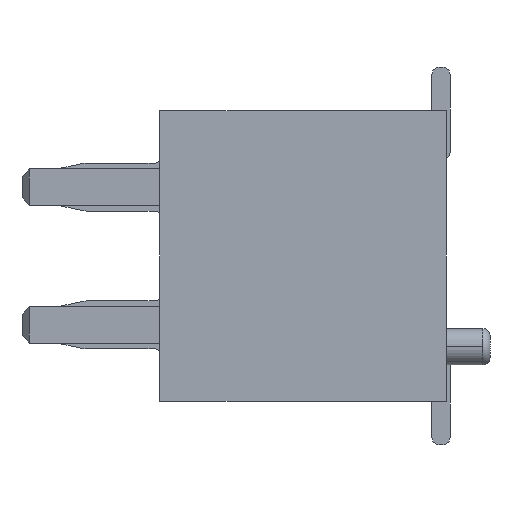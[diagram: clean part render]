
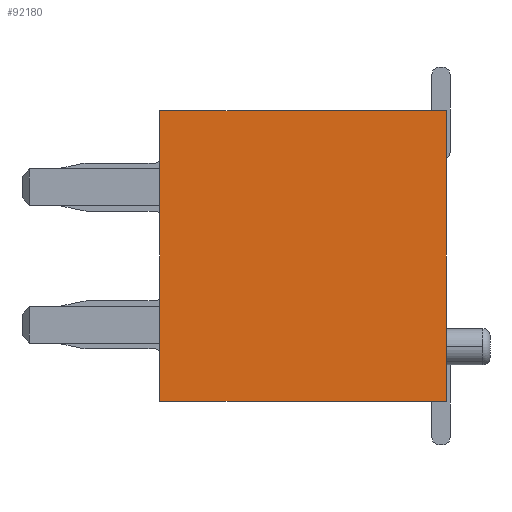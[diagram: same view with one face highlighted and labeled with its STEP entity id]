
A CAD part, left-side view. The second image highlights one B-rep face of the part: STEP entity #92180.
In plain terms, the highlighted face is planar.
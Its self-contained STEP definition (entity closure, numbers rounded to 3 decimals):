
#31910=CARTESIAN_POINT('',(-96.519,97.799,-5.));
#31920=DIRECTION('',(0.,-1.,0.));
#31930=VECTOR('',#31920,3.95);
#31940=LINE('',#31910,#31930);
#31950=CARTESIAN_POINT('',(-96.519,97.799,-5.));
#31960=VERTEX_POINT('',#31950);
#31970=CARTESIAN_POINT('',(-96.519,93.849,-5.));
#31980=VERTEX_POINT('',#31970);
#31990=EDGE_CURVE('',#31960,#31980,#31940,.T.);
#91880=CARTESIAN_POINT('',(-94.519,94.074,-5.));
#91890=DIRECTION('',(0.,0.,1.));
#91900=DIRECTION('',(1.,0.,0.));
#91910=AXIS2_PLACEMENT_3D('',#91880,#91890,#91900);
#91920=PLANE('',#91910);
#91930=CARTESIAN_POINT('',(-96.519,97.799,-5.));
#91940=DIRECTION('',(1.,0.,0.));
#91950=VECTOR('',#91940,4.);
#91960=LINE('',#91930,#91950);
#91970=CARTESIAN_POINT('',(-92.519,97.799,-5.));
#91980=VERTEX_POINT('',#91970);
#91990=EDGE_CURVE('',#31960,#91980,#91960,.T.);
#92000=ORIENTED_EDGE('',*,*,#91990,.F.);
#92010=CARTESIAN_POINT('',(-92.519,93.849,-5.));
#92020=DIRECTION('',(0.,1.,0.));
#92030=VECTOR('',#92020,3.95);
#92040=LINE('',#92010,#92030);
#92050=CARTESIAN_POINT('',(-92.519,93.849,-5.));
#92060=VERTEX_POINT('',#92050);
#92070=EDGE_CURVE('',#92060,#91980,#92040,.T.);
#92080=ORIENTED_EDGE('',*,*,#92070,.T.);
#92090=CARTESIAN_POINT('',(-92.519,93.849,-5.));
#92100=DIRECTION('',(-1.,0.,0.));
#92110=VECTOR('',#92100,4.);
#92120=LINE('',#92090,#92110);
#92130=EDGE_CURVE('',#92060,#31980,#92120,.T.);
#92140=ORIENTED_EDGE('',*,*,#92130,.F.);
#92150=ORIENTED_EDGE('',*,*,#31990,.T.);
#92160=EDGE_LOOP('',(#92150,#92140,#92080,#92000));
#92170=FACE_OUTER_BOUND('',#92160,.T.);
#92180=ADVANCED_FACE('',(#92170),#91920,.T.);
